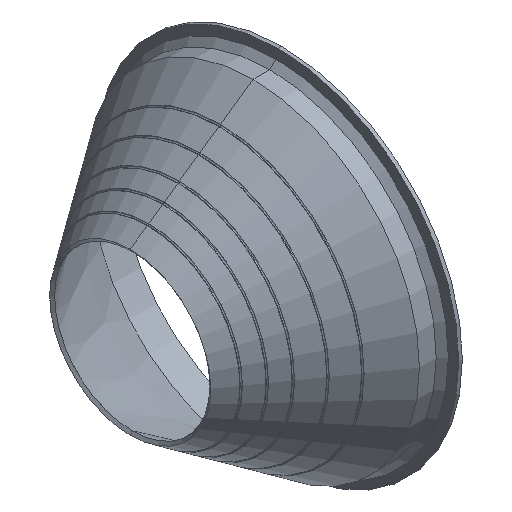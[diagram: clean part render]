
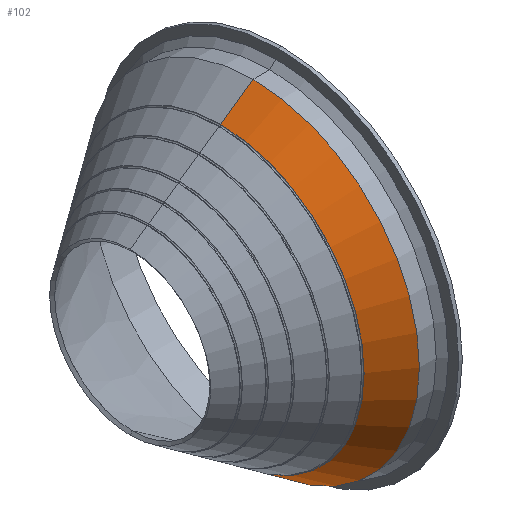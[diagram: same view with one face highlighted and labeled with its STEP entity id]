
A CAD part, isometric view. The second image highlights one B-rep face of the part: STEP entity #102.
In plain terms, the highlighted conical face has half-angle 35 degrees and reference radius 93 mm.
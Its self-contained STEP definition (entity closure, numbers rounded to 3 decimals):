
#12 = AXIS2_PLACEMENT_3D ( 'NONE', #1408, #1407, #1404 ) ;
#102 = ADVANCED_FACE ( 'NONE', ( #864 ), #847, .T. ) ;
#153 = AXIS2_PLACEMENT_3D ( 'NONE', #1262, #1261, #1260 ) ;
#185 = AXIS2_PLACEMENT_3D ( 'NONE', #567, #569, #572 ) ;
#295 = VERTEX_POINT ( 'NONE', #1488 ) ;
#297 = VERTEX_POINT ( 'NONE', #1385 ) ;
#315 = VERTEX_POINT ( 'NONE', #1287 ) ;
#351 = VERTEX_POINT ( 'NONE', #1497 ) ;
#416 = EDGE_LOOP ( 'NONE', ( #1113, #1114, #1115, #1116 ) ) ;
#567 = CARTESIAN_POINT ( 'NONE',  ( 16.897, 0., 0. ) ) ;
#569 = DIRECTION ( 'NONE',  ( 1., 0., 0. ) ) ;
#572 = DIRECTION ( 'NONE',  ( 0., 0., -1. ) ) ;
#683 = CIRCLE ( 'NONE', #153, 93. ) ;
#730 = VECTOR ( 'NONE', #1395, 1000. ) ;
#732 = LINE ( 'NONE', #1391, #730 ) ;
#733 = VECTOR ( 'NONE', #1402, 1000. ) ;
#735 = LINE ( 'NONE', #1414, #733 ) ;
#744 = CIRCLE ( 'NONE', #12, 80.287 ) ;
#847 = CONICAL_SURFACE ( 'NONE', #185, 93., 0.611 ) ;
#864 = FACE_OUTER_BOUND ( 'NONE', #416, .T. ) ;
#955 = EDGE_CURVE ( 'NONE', #351, #295, #744, .T. ) ;
#958 = EDGE_CURVE ( 'NONE', #295, #315, #735, .T. ) ;
#960 = EDGE_CURVE ( 'NONE', #351, #297, #732, .T. ) ;
#996 = EDGE_CURVE ( 'NONE', #297, #315, #683, .T. ) ;
#1113 = ORIENTED_EDGE ( 'NONE', *, *, #958, .F. ) ;
#1114 = ORIENTED_EDGE ( 'NONE', *, *, #955, .F. ) ;
#1115 = ORIENTED_EDGE ( 'NONE', *, *, #960, .T. ) ;
#1116 = ORIENTED_EDGE ( 'NONE', *, *, #996, .T. ) ;
#1260 = DIRECTION ( 'NONE',  ( 0., 0., 1. ) ) ;
#1261 = DIRECTION ( 'NONE',  ( -1., 0., 0. ) ) ;
#1262 = CARTESIAN_POINT ( 'NONE',  ( 16.897, 0., 0. ) ) ;
#1287 = CARTESIAN_POINT ( 'NONE',  ( 16.897, 0., 93. ) ) ;
#1385 = CARTESIAN_POINT ( 'NONE',  ( 16.897, 0., -93. ) ) ;
#1391 = CARTESIAN_POINT ( 'NONE',  ( 16.897, 0., -93. ) ) ;
#1395 = DIRECTION ( 'NONE',  ( 0.819, 0., -0.574 ) ) ;
#1402 = DIRECTION ( 'NONE',  ( 0.819, 0., 0.574 ) ) ;
#1404 = DIRECTION ( 'NONE',  ( 0., 0., 1. ) ) ;
#1407 = DIRECTION ( 'NONE',  ( -1., 0., 0. ) ) ;
#1408 = CARTESIAN_POINT ( 'NONE',  ( -1.259, 0., 0. ) ) ;
#1414 = CARTESIAN_POINT ( 'NONE',  ( 16.897, 0., 93. ) ) ;
#1488 = CARTESIAN_POINT ( 'NONE',  ( -1.259, 0., 80.287 ) ) ;
#1497 = CARTESIAN_POINT ( 'NONE',  ( -1.259, 0., -80.287 ) ) ;
